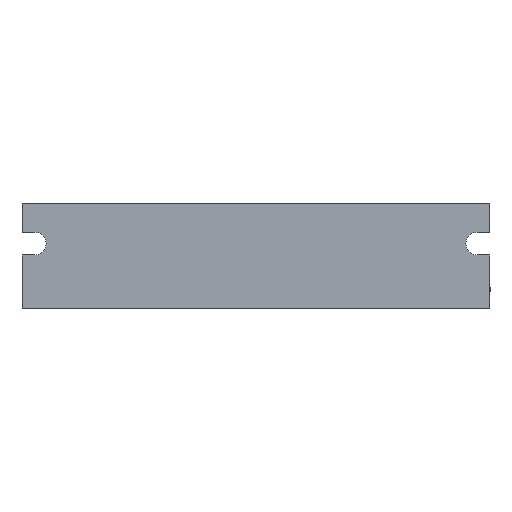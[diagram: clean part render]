
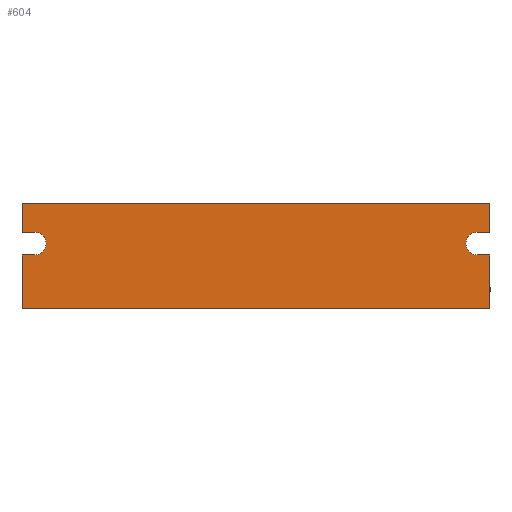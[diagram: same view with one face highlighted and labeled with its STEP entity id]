
A CAD part, top view. The second image highlights one B-rep face of the part: STEP entity #604.
In plain terms, the highlighted planar face has unit normal (0, 0, 1).
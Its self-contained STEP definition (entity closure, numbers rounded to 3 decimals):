
#398 = EDGE_CURVE ( 'NONE', #1189, #1188, #6041, .T. ) ;
#402 = EDGE_CURVE ( 'NONE', #1194, #1192, #6045, .T. ) ;
#411 = EDGE_CURVE ( 'NONE', #1201, #1196, #6054, .T. ) ;
#420 = EDGE_CURVE ( 'NONE', #1196, #1188, #6057, .T. ) ;
#457 = EDGE_CURVE ( 'NONE', #1228, #1194, #6084, .T. ) ;
#459 = EDGE_CURVE ( 'NONE', #1192, #1229, #6086, .T. ) ;
#460 = EDGE_CURVE ( 'NONE', #1229, #1230, #22141, .T. ) ;
#461 = EDGE_CURVE ( 'NONE', #1230, #1189, #6087, .T. ) ;
#462 = EDGE_CURVE ( 'NONE', #1201, #1231, #6088, .T. ) ;
#463 = EDGE_CURVE ( 'NONE', #1231, #1232, #22125, .T. ) ;
#464 = EDGE_CURVE ( 'NONE', #1232, #1233, #6089, .T. ) ;
#465 = EDGE_CURVE ( 'NONE', #1228, #1233, #6090, .T. ) ;
#604 = ADVANCED_FACE ( 'NONE', ( #6222 ), #8155, .F. ) ;
#1188 = VERTEX_POINT ( 'NONE', #9848 ) ;
#1189 = VERTEX_POINT ( 'NONE', #9849 ) ;
#1192 = VERTEX_POINT ( 'NONE', #9852 ) ;
#1194 = VERTEX_POINT ( 'NONE', #9854 ) ;
#1196 = VERTEX_POINT ( 'NONE', #9856 ) ;
#1201 = VERTEX_POINT ( 'NONE', #9861 ) ;
#1228 = VERTEX_POINT ( 'NONE', #9888 ) ;
#1229 = VERTEX_POINT ( 'NONE', #9889 ) ;
#1230 = VERTEX_POINT ( 'NONE', #9890 ) ;
#1231 = VERTEX_POINT ( 'NONE', #9891 ) ;
#1232 = VERTEX_POINT ( 'NONE', #9892 ) ;
#1233 = VERTEX_POINT ( 'NONE', #9893 ) ;
#2249 = ORIENTED_EDGE ( 'NONE', *, *, #460, .T. ) ;
#2250 = ORIENTED_EDGE ( 'NONE', *, *, #402, .T. ) ;
#2251 = ORIENTED_EDGE ( 'NONE', *, *, #459, .T. ) ;
#2252 = ORIENTED_EDGE ( 'NONE', *, *, #461, .T. ) ;
#2253 = ORIENTED_EDGE ( 'NONE', *, *, #398, .T. ) ;
#2254 = ORIENTED_EDGE ( 'NONE', *, *, #411, .F. ) ;
#2255 = ORIENTED_EDGE ( 'NONE', *, *, #420, .F. ) ;
#2256 = ORIENTED_EDGE ( 'NONE', *, *, #462, .T. ) ;
#2257 = ORIENTED_EDGE ( 'NONE', *, *, #464, .T. ) ;
#2258 = ORIENTED_EDGE ( 'NONE', *, *, #463, .T. ) ;
#2259 = ORIENTED_EDGE ( 'NONE', *, *, #465, .F. ) ;
#2260 = ORIENTED_EDGE ( 'NONE', *, *, #457, .T. ) ;
#6041 = LINE ( 'NONE', #7466, #22067 ) ;
#6045 = LINE ( 'NONE', #7474, #22071 ) ;
#6054 = LINE ( 'NONE', #7492, #22082 ) ;
#6057 = LINE ( 'NONE', #7516, #22096 ) ;
#6084 = LINE ( 'NONE', #7600, #22144 ) ;
#6086 = LINE ( 'NONE', #7604, #22146 ) ;
#6087 = LINE ( 'NONE', #7609, #22148 ) ;
#6088 = LINE ( 'NONE', #7611, #22150 ) ;
#6089 = LINE ( 'NONE', #7616, #22152 ) ;
#6090 = LINE ( 'NONE', #7618, #22153 ) ;
#6222 = FACE_OUTER_BOUND ( 'NONE', #24077, .T. ) ;
#7466 = CARTESIAN_POINT ( 'NONE',  ( -46.3, 0., 0. ) ) ;
#7467 = DIRECTION ( 'NONE',  ( 0., -1., 0. ) ) ;
#7474 = CARTESIAN_POINT ( 'NONE',  ( -46.3, 0., 0. ) ) ;
#7475 = DIRECTION ( 'NONE',  ( 0., -1., 0. ) ) ;
#7492 = CARTESIAN_POINT ( 'NONE',  ( 46.3, 0., 0. ) ) ;
#7493 = DIRECTION ( 'NONE',  ( 0., -1., 0. ) ) ;
#7516 = CARTESIAN_POINT ( 'NONE',  ( 46.3, 0., 0. ) ) ;
#7517 = DIRECTION ( 'NONE',  ( -1., 0., 0. ) ) ;
#7600 = CARTESIAN_POINT ( 'NONE',  ( 46.3, 20.8, 0. ) ) ;
#7601 = DIRECTION ( 'NONE',  ( -1., 0., 0. ) ) ;
#7604 = CARTESIAN_POINT ( 'NONE',  ( -43.8, 15.05, 0. ) ) ;
#7605 = DIRECTION ( 'NONE',  ( 1., 0., 0. ) ) ;
#7606 = CARTESIAN_POINT ( 'NONE',  ( -43.8, 12.8, 0. ) ) ;
#7607 = DIRECTION ( 'NONE',  ( 0., 0., -1. ) ) ;
#7608 = DIRECTION ( 'NONE',  ( 0., -1., 0. ) ) ;
#7609 = CARTESIAN_POINT ( 'NONE',  ( -43.8, 10.55, 0. ) ) ;
#7610 = DIRECTION ( 'NONE',  ( -1., 0., 0. ) ) ;
#7611 = CARTESIAN_POINT ( 'NONE',  ( 43.8, 10.55, 0. ) ) ;
#7612 = DIRECTION ( 'NONE',  ( -1., 0., 0. ) ) ;
#7613 = CARTESIAN_POINT ( 'NONE',  ( 43.8, 12.8, 0. ) ) ;
#7614 = DIRECTION ( 'NONE',  ( 0., 0., -1. ) ) ;
#7615 = DIRECTION ( 'NONE',  ( 0., 1., 0. ) ) ;
#7616 = CARTESIAN_POINT ( 'NONE',  ( 43.8, 15.05, 0. ) ) ;
#7617 = DIRECTION ( 'NONE',  ( 1., 0., 0. ) ) ;
#7618 = CARTESIAN_POINT ( 'NONE',  ( 46.3, 0., 0. ) ) ;
#7619 = DIRECTION ( 'NONE',  ( 0., -1., 0. ) ) ;
#8155 = PLANE ( 'NONE',  #8956 ) ;
#8156 = CARTESIAN_POINT ( 'NONE',  ( 46.3, 0., 0. ) ) ;
#8157 = DIRECTION ( 'NONE',  ( 0., 0., -1. ) ) ;
#8158 = DIRECTION ( 'NONE',  ( -1., 0., 0. ) ) ;
#8956 = AXIS2_PLACEMENT_3D ( 'NONE', #8156, #8157, #8158 ) ;
#9848 = CARTESIAN_POINT ( 'NONE',  ( -46.3, 0., 0. ) ) ;
#9849 = CARTESIAN_POINT ( 'NONE',  ( -46.3, 10.55, 0. ) ) ;
#9852 = CARTESIAN_POINT ( 'NONE',  ( -46.3, 15.05, 0. ) ) ;
#9854 = CARTESIAN_POINT ( 'NONE',  ( -46.3, 20.8, 0. ) ) ;
#9856 = CARTESIAN_POINT ( 'NONE',  ( 46.3, 0., 0. ) ) ;
#9861 = CARTESIAN_POINT ( 'NONE',  ( 46.3, 10.55, 0. ) ) ;
#9888 = CARTESIAN_POINT ( 'NONE',  ( 46.3, 20.8, 0. ) ) ;
#9889 = CARTESIAN_POINT ( 'NONE',  ( -43.8, 15.05, 0. ) ) ;
#9890 = CARTESIAN_POINT ( 'NONE',  ( -43.8, 10.55, 0. ) ) ;
#9891 = CARTESIAN_POINT ( 'NONE',  ( 43.8, 10.55, 0. ) ) ;
#9892 = CARTESIAN_POINT ( 'NONE',  ( 43.8, 15.05, 0. ) ) ;
#9893 = CARTESIAN_POINT ( 'NONE',  ( 46.3, 15.05, 0. ) ) ;
#22067 = VECTOR ( 'NONE', #7467, 1000. ) ;
#22071 = VECTOR ( 'NONE', #7475, 1000. ) ;
#22082 = VECTOR ( 'NONE', #7493, 1000. ) ;
#22096 = VECTOR ( 'NONE', #7517, 1000. ) ;
#22125 = CIRCLE ( 'NONE', #22151, 2.25 ) ;
#22141 = CIRCLE ( 'NONE', #22147, 2.25 ) ;
#22144 = VECTOR ( 'NONE', #7601, 1000. ) ;
#22146 = VECTOR ( 'NONE', #7605, 1000. ) ;
#22147 = AXIS2_PLACEMENT_3D ( 'NONE', #7606, #7607, #7608 ) ;
#22148 = VECTOR ( 'NONE', #7610, 1000. ) ;
#22150 = VECTOR ( 'NONE', #7612, 1000. ) ;
#22151 = AXIS2_PLACEMENT_3D ( 'NONE', #7613, #7614, #7615 ) ;
#22152 = VECTOR ( 'NONE', #7617, 1000. ) ;
#22153 = VECTOR ( 'NONE', #7619, 1000. ) ;
#24077 = EDGE_LOOP ( 'NONE', ( #2250, #2251, #2249, #2252, #2253, #2255, #2254, #2256, #2258, #2257, #2259, #2260 ) ) ;
